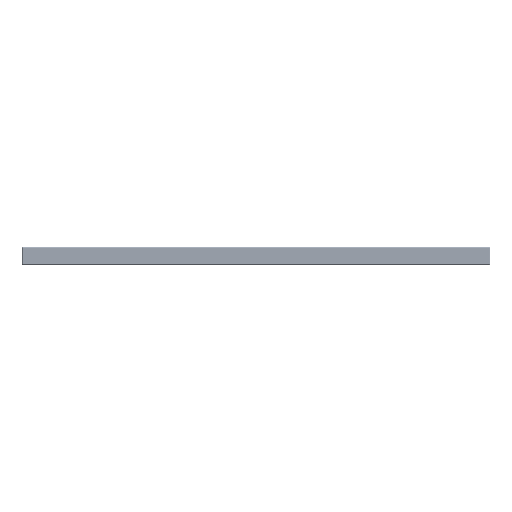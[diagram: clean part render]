
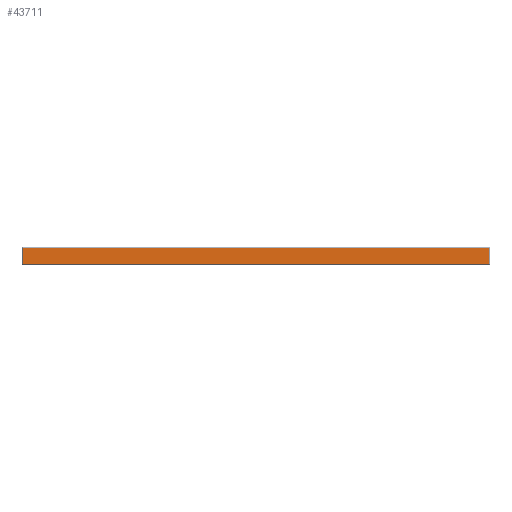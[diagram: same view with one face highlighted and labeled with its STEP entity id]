
A CAD part, front view. The second image highlights one B-rep face of the part: STEP entity #43711.
In plain terms, the highlighted planar face has unit normal (0, -1, 0).
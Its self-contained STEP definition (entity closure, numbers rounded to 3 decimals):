
#10214=LINE('',#216450,#21528);
#10215=LINE('',#216453,#21529);
#10216=LINE('',#216455,#21530);
#10217=LINE('',#216457,#21531);
#21528=VECTOR('',#170225,1.);
#21529=VECTOR('',#170226,1.);
#21530=VECTOR('',#170227,1.);
#21531=VECTOR('',#170228,1.);
#43711=ADVANCED_FACE('',(#53699),#48913,.T.);
#48913=PLANE('',#143654);
#53699=FACE_OUTER_BOUND('',#61093,.T.);
#61093=EDGE_LOOP('',(#87279,#87280,#87281,#87282));
#87279=ORIENTED_EDGE('',*,*,#124876,.T.);
#87280=ORIENTED_EDGE('',*,*,#124877,.T.);
#87281=ORIENTED_EDGE('',*,*,#124878,.T.);
#87282=ORIENTED_EDGE('',*,*,#124879,.T.);
#108847=VERTEX_POINT('',#216451);
#108848=VERTEX_POINT('',#216452);
#108849=VERTEX_POINT('',#216454);
#108850=VERTEX_POINT('',#216456);
#124876=EDGE_CURVE('',#108847,#108848,#10214,.T.);
#124877=EDGE_CURVE('',#108848,#108849,#10215,.T.);
#124878=EDGE_CURVE('',#108849,#108850,#10216,.T.);
#124879=EDGE_CURVE('',#108850,#108847,#10217,.T.);
#143654=AXIS2_PLACEMENT_3D('',#216458,#170229,#170230);
#170225=DIRECTION('',(0.,0.,1.));
#170226=DIRECTION('',(-1.,0.,0.));
#170227=DIRECTION('',(0.,0.,-1.));
#170228=DIRECTION('',(1.,0.,0.));
#170229=DIRECTION('',(0.,-1.,0.));
#170230=DIRECTION('',(0.,0.,1.));
#216450=CARTESIAN_POINT('',(279.5,7.4,8.));
#216451=CARTESIAN_POINT('',(279.5,7.4,-2.5));
#216452=CARTESIAN_POINT('',(279.5,7.4,7.5));
#216453=CARTESIAN_POINT('',(140.,7.4,7.5));
#216454=CARTESIAN_POINT('',(0.5,7.4,7.5));
#216455=CARTESIAN_POINT('',(0.5,7.4,8.));
#216456=CARTESIAN_POINT('',(0.5,7.4,-2.5));
#216457=CARTESIAN_POINT('',(140.,7.4,-2.5));
#216458=CARTESIAN_POINT('',(140.,7.4,8.));
